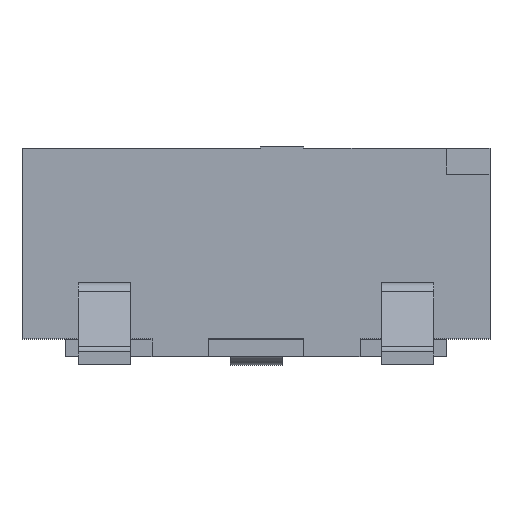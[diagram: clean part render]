
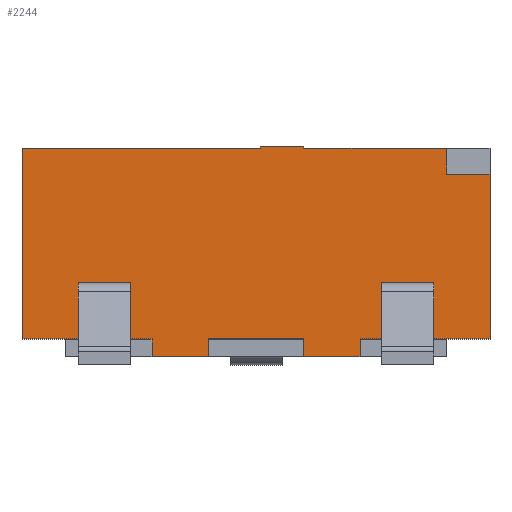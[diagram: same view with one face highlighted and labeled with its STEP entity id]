
A CAD part, top view. The second image highlights one B-rep face of the part: STEP entity #2244.
In plain terms, the highlighted planar face has unit normal (0, 0, 1).
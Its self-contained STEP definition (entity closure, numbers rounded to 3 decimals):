
#158=ORIENTED_EDGE('',*,*,#638,.F.);
#159=ORIENTED_EDGE('',*,*,#639,.T.);
#160=ORIENTED_EDGE('',*,*,#640,.T.);
#161=ORIENTED_EDGE('',*,*,#641,.T.);
#162=ORIENTED_EDGE('',*,*,#642,.F.);
#163=ORIENTED_EDGE('',*,*,#643,.T.);
#164=ORIENTED_EDGE('',*,*,#644,.T.);
#165=ORIENTED_EDGE('',*,*,#645,.T.);
#166=ORIENTED_EDGE('',*,*,#646,.F.);
#167=ORIENTED_EDGE('',*,*,#634,.T.);
#168=ORIENTED_EDGE('',*,*,#647,.F.);
#169=ORIENTED_EDGE('',*,*,#648,.T.);
#170=ORIENTED_EDGE('',*,*,#590,.T.);
#171=ORIENTED_EDGE('',*,*,#649,.F.);
#172=ORIENTED_EDGE('',*,*,#650,.F.);
#173=ORIENTED_EDGE('',*,*,#651,.T.);
#174=ORIENTED_EDGE('',*,*,#580,.T.);
#175=ORIENTED_EDGE('',*,*,#612,.T.);
#176=ORIENTED_EDGE('',*,*,#652,.F.);
#177=ORIENTED_EDGE('',*,*,#653,.T.);
#178=ORIENTED_EDGE('',*,*,#654,.T.);
#179=ORIENTED_EDGE('',*,*,#655,.F.);
#180=ORIENTED_EDGE('',*,*,#656,.F.);
#181=ORIENTED_EDGE('',*,*,#657,.T.);
#182=ORIENTED_EDGE('',*,*,#658,.T.);
#183=ORIENTED_EDGE('',*,*,#659,.F.);
#580=EDGE_CURVE('',#828,#827,#989,.T.);
#590=EDGE_CURVE('',#838,#837,#999,.T.);
#612=EDGE_CURVE('',#827,#851,#1021,.T.);
#634=EDGE_CURVE('',#869,#870,#1043,.T.);
#638=EDGE_CURVE('',#872,#873,#1047,.T.);
#639=EDGE_CURVE('',#872,#874,#1048,.T.);
#640=EDGE_CURVE('',#874,#875,#1049,.T.);
#641=EDGE_CURVE('',#875,#873,#1050,.F.);
#642=EDGE_CURVE('',#876,#877,#1051,.T.);
#643=EDGE_CURVE('',#876,#878,#1052,.T.);
#644=EDGE_CURVE('',#878,#879,#1053,.T.);
#645=EDGE_CURVE('',#879,#877,#1054,.F.);
#646=EDGE_CURVE('',#869,#880,#1055,.T.);
#647=EDGE_CURVE('',#881,#870,#1056,.T.);
#648=EDGE_CURVE('',#881,#838,#1057,.T.);
#649=EDGE_CURVE('',#882,#837,#1058,.T.);
#650=EDGE_CURVE('',#883,#882,#1059,.T.);
#651=EDGE_CURVE('',#883,#828,#1060,.T.);
#652=EDGE_CURVE('',#884,#851,#1061,.T.);
#653=EDGE_CURVE('',#884,#885,#1062,.T.);
#654=EDGE_CURVE('',#885,#886,#1063,.T.);
#655=EDGE_CURVE('',#887,#886,#1064,.T.);
#656=EDGE_CURVE('',#888,#887,#1065,.T.);
#657=EDGE_CURVE('',#888,#889,#1066,.T.);
#658=EDGE_CURVE('',#889,#890,#1067,.T.);
#659=EDGE_CURVE('',#880,#890,#1068,.T.);
#827=VERTEX_POINT('',#2946);
#828=VERTEX_POINT('',#2948);
#837=VERTEX_POINT('',#2967);
#838=VERTEX_POINT('',#2969);
#851=VERTEX_POINT('',#3009);
#869=VERTEX_POINT('',#3052);
#870=VERTEX_POINT('',#3053);
#872=VERTEX_POINT('',#3060);
#873=VERTEX_POINT('',#3061);
#874=VERTEX_POINT('',#3063);
#875=VERTEX_POINT('',#3065);
#876=VERTEX_POINT('',#3068);
#877=VERTEX_POINT('',#3069);
#878=VERTEX_POINT('',#3071);
#879=VERTEX_POINT('',#3073);
#880=VERTEX_POINT('',#3076);
#881=VERTEX_POINT('',#3078);
#882=VERTEX_POINT('',#3081);
#883=VERTEX_POINT('',#3083);
#884=VERTEX_POINT('',#3086);
#885=VERTEX_POINT('',#3088);
#886=VERTEX_POINT('',#3090);
#887=VERTEX_POINT('',#3092);
#888=VERTEX_POINT('',#3094);
#889=VERTEX_POINT('',#3096);
#890=VERTEX_POINT('',#3098);
#989=LINE('',#2947,#1202);
#999=LINE('',#2968,#1212);
#1021=LINE('',#3010,#1234);
#1043=LINE('',#3051,#1256);
#1047=LINE('',#3059,#1260);
#1048=LINE('',#3062,#1261);
#1049=LINE('',#3064,#1262);
#1050=LINE('',#3066,#1263);
#1051=LINE('',#3067,#1264);
#1052=LINE('',#3070,#1265);
#1053=LINE('',#3072,#1266);
#1054=LINE('',#3074,#1267);
#1055=LINE('',#3075,#1268);
#1056=LINE('',#3077,#1269);
#1057=LINE('',#3079,#1270);
#1058=LINE('',#3080,#1271);
#1059=LINE('',#3082,#1272);
#1060=LINE('',#3084,#1273);
#1061=LINE('',#3085,#1274);
#1062=LINE('',#3087,#1275);
#1063=LINE('',#3089,#1276);
#1064=LINE('',#3091,#1277);
#1065=LINE('',#3093,#1278);
#1066=LINE('',#3095,#1279);
#1067=LINE('',#3097,#1280);
#1068=LINE('',#3099,#1281);
#1202=VECTOR('',#2473,1000.);
#1212=VECTOR('',#2485,1000.);
#1234=VECTOR('',#2519,1000.);
#1256=VECTOR('',#2545,1000.);
#1260=VECTOR('',#2551,1000.);
#1261=VECTOR('',#2552,1000.);
#1262=VECTOR('',#2553,1000.);
#1263=VECTOR('',#2554,1000.);
#1264=VECTOR('',#2555,1000.);
#1265=VECTOR('',#2556,1000.);
#1266=VECTOR('',#2557,1000.);
#1267=VECTOR('',#2558,1000.);
#1268=VECTOR('',#2559,1000.);
#1269=VECTOR('',#2560,1000.);
#1270=VECTOR('',#2561,1000.);
#1271=VECTOR('',#2562,1000.);
#1272=VECTOR('',#2563,1000.);
#1273=VECTOR('',#2564,1000.);
#1274=VECTOR('',#2565,1000.);
#1275=VECTOR('',#2566,1000.);
#1276=VECTOR('',#2567,1000.);
#1277=VECTOR('',#2568,1000.);
#1278=VECTOR('',#2569,1000.);
#1279=VECTOR('',#2570,1000.);
#1280=VECTOR('',#2571,1000.);
#1281=VECTOR('',#2572,1000.);
#1422=EDGE_LOOP('',(#158,#159,#160,#161));
#1423=EDGE_LOOP('',(#162,#163,#164,#165));
#1424=EDGE_LOOP('',(#166,#167,#168,#169,#170,#171,#172,#173,#174,#175,#176,
#177,#178,#179,#180,#181,#182,#183));
#1517=FACE_BOUND('',#1422,.T.);
#1518=FACE_BOUND('',#1423,.T.);
#1519=FACE_BOUND('',#1424,.T.);
#1611=PLANE('',#2347);
#2244=ADVANCED_FACE('',(#1517,#1518,#1519),#1611,.T.);
#2347=AXIS2_PLACEMENT_3D('',#3058,#2549,#2550);
#2473=DIRECTION('',(-1.,0.,0.));
#2485=DIRECTION('',(-1.,0.,0.));
#2519=DIRECTION('',(0.,-1.,0.));
#2545=DIRECTION('',(0.,1.,0.));
#2549=DIRECTION('',(0.,0.,1.));
#2550=DIRECTION('',(1.,0.,0.));
#2551=DIRECTION('',(0.,1.,0.));
#2552=DIRECTION('',(-1.,0.,0.));
#2553=DIRECTION('',(0.,1.,0.));
#2554=DIRECTION('',(-1.,0.,0.));
#2555=DIRECTION('',(0.,1.,0.));
#2556=DIRECTION('',(-1.,0.,0.));
#2557=DIRECTION('',(0.,1.,0.));
#2558=DIRECTION('',(-1.,0.,0.));
#2559=DIRECTION('',(-1.,0.,0.));
#2560=DIRECTION('',(1.,0.,0.));
#2561=DIRECTION('',(0.,1.,0.));
#2562=DIRECTION('',(0.,-1.,0.));
#2563=DIRECTION('',(1.,0.,0.));
#2564=DIRECTION('',(0.,-1.,0.));
#2565=DIRECTION('',(-1.,0.,0.));
#2566=DIRECTION('',(0.,-1.,0.));
#2567=DIRECTION('',(1.,0.,0.));
#2568=DIRECTION('',(0.,-1.,0.));
#2569=DIRECTION('',(-1.,0.,0.));
#2570=DIRECTION('',(0.,-1.,0.));
#2571=DIRECTION('',(1.,0.,0.));
#2572=DIRECTION('',(0.,-1.,0.));
#2946=CARTESIAN_POINT('',(-2.7,2.4,1.25));
#2947=CARTESIAN_POINT('',(2.7,2.4,1.25));
#2948=CARTESIAN_POINT('',(0.05,2.4,1.25));
#2967=CARTESIAN_POINT('',(0.55,2.4,1.25));
#2968=CARTESIAN_POINT('',(2.7,2.4,1.25));
#2969=CARTESIAN_POINT('',(2.2,2.4,1.25));
#3009=CARTESIAN_POINT('',(-2.7,0.2,1.25));
#3010=CARTESIAN_POINT('',(-2.7,2.4,1.25));
#3051=CARTESIAN_POINT('',(2.7,0.,1.25));
#3052=CARTESIAN_POINT('',(2.7,0.2,1.25));
#3053=CARTESIAN_POINT('',(2.7,2.1,1.25));
#3058=CARTESIAN_POINT('',(0.,0.,1.25));
#3059=CARTESIAN_POINT('',(-1.45,0.,1.25));
#3060=CARTESIAN_POINT('',(-1.45,0.701,1.25));
#3061=CARTESIAN_POINT('',(-1.45,0.85,1.25));
#3062=CARTESIAN_POINT('',(0.,0.701,1.25));
#3063=CARTESIAN_POINT('',(-2.05,0.701,1.25));
#3064=CARTESIAN_POINT('',(-2.05,0.,1.25));
#3065=CARTESIAN_POINT('',(-2.05,0.85,1.25));
#3066=CARTESIAN_POINT('',(-1.45,0.85,1.25));
#3067=CARTESIAN_POINT('',(2.05,0.,1.25));
#3068=CARTESIAN_POINT('',(2.05,0.701,1.25));
#3069=CARTESIAN_POINT('',(2.05,0.85,1.25));
#3070=CARTESIAN_POINT('',(0.,0.701,1.25));
#3071=CARTESIAN_POINT('',(1.45,0.701,1.25));
#3072=CARTESIAN_POINT('',(1.45,0.,1.25));
#3073=CARTESIAN_POINT('',(1.45,0.85,1.25));
#3074=CARTESIAN_POINT('',(2.05,0.85,1.25));
#3075=CARTESIAN_POINT('',(0.,0.2,1.25));
#3076=CARTESIAN_POINT('',(1.2,0.2,1.25));
#3077=CARTESIAN_POINT('',(2.2,2.1,1.25));
#3078=CARTESIAN_POINT('',(2.2,2.1,1.25));
#3079=CARTESIAN_POINT('',(2.2,0.,1.25));
#3080=CARTESIAN_POINT('',(0.55,2.42,1.25));
#3081=CARTESIAN_POINT('',(0.55,2.42,1.25));
#3082=CARTESIAN_POINT('',(0.05,2.42,1.25));
#3083=CARTESIAN_POINT('',(0.05,2.42,1.25));
#3084=CARTESIAN_POINT('',(0.05,2.42,1.25));
#3085=CARTESIAN_POINT('',(0.,0.2,1.25));
#3086=CARTESIAN_POINT('',(-1.2,0.2,1.25));
#3087=CARTESIAN_POINT('',(-1.2,0.2,1.25));
#3088=CARTESIAN_POINT('',(-1.2,0.,1.25));
#3089=CARTESIAN_POINT('',(-2.7,0.,1.25));
#3090=CARTESIAN_POINT('',(-0.55,0.,1.25));
#3091=CARTESIAN_POINT('',(-0.55,0.2,1.25));
#3092=CARTESIAN_POINT('',(-0.55,0.2,1.25));
#3093=CARTESIAN_POINT('',(0.,0.2,1.25));
#3094=CARTESIAN_POINT('',(0.55,0.2,1.25));
#3095=CARTESIAN_POINT('',(0.55,0.2,1.25));
#3096=CARTESIAN_POINT('',(0.55,0.,1.25));
#3097=CARTESIAN_POINT('',(-2.7,0.,1.25));
#3098=CARTESIAN_POINT('',(1.2,0.,1.25));
#3099=CARTESIAN_POINT('',(1.2,0.2,1.25));
